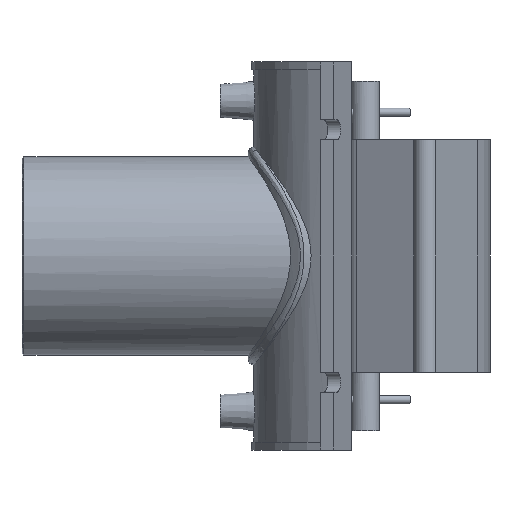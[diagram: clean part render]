
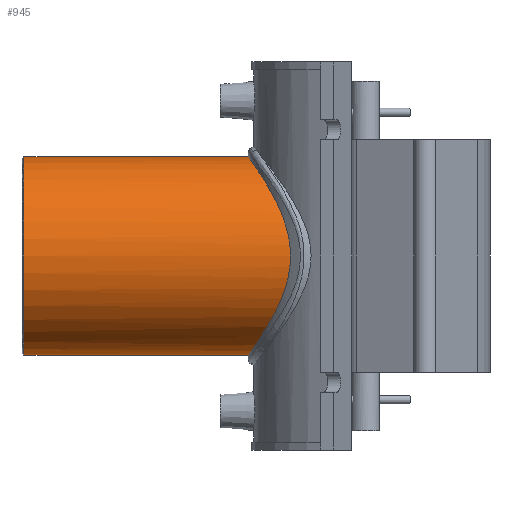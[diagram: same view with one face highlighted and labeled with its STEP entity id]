
A CAD part, left-side view. The second image highlights one B-rep face of the part: STEP entity #945.
In plain terms, the highlighted cylindrical face has radius 45 mm (diameter 90 mm), a full revolution.
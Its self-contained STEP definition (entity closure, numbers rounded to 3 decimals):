
#29=FACE_BOUND('',#229,.T.);
#61=B_SPLINE_CURVE_WITH_KNOTS('',3,(#1690,#1691,#1692,#1693,#1694,#1695,
#1696,#1697,#1698,#1699,#1700,#1701,#1702,#1703,#1704,#1705,#1706,#1707,
#1708,#1709,#1710,#1711,#1712,#1713,#1714,#1715,#1716,#1717,#1718,#1719,
#1720,#1721,#1722,#1723,#1724,#1725,#1726,#1727,#1728,#1729,#1730,#1731,
#1732,#1733,#1734,#1735,#1736,#1737,#1738,#1739,#1740,#1741,#1742,#1743,
#1744,#1745,#1746,#1747,#1748,#1749,#1750,#1751,#1752,#1753,#1754,#1755),
 .UNSPECIFIED.,.T.,.F.,(4,2,2,2,2,2,2,2,2,2,2,2,2,2,2,2,2,2,2,2,2,2,2,2,
2,2,2,2,2,2,2,2,4),(0.,0.899,1.798,2.697,
3.596,4.48,5.364,6.248,7.132,
8.016,8.9,9.784,10.668,11.567,
12.466,13.365,14.264,15.163,16.062,
16.961,17.86,18.744,19.628,20.512,
21.396,22.28,23.164,24.048,24.932,
25.831,26.73,27.629,28.528),
 .UNSPECIFIED.);
#71=CYLINDRICAL_SURFACE('',#1029,45.);
#104=CIRCLE('',#1028,45.);
#158=FACE_OUTER_BOUND('',#228,.T.);
#228=EDGE_LOOP('',(#759));
#229=EDGE_LOOP('',(#760));
#475=VERTEX_POINT('',#1686);
#476=VERTEX_POINT('',#1689);
#586=EDGE_CURVE('',#475,#475,#104,.T.);
#587=EDGE_CURVE('',#476,#476,#61,.T.);
#759=ORIENTED_EDGE('',*,*,#587,.F.);
#760=ORIENTED_EDGE('',*,*,#586,.F.);
#945=ADVANCED_FACE('',(#158,#29),#71,.T.);
#1028=AXIS2_PLACEMENT_3D('',#1687,#1221,#1222);
#1029=AXIS2_PLACEMENT_3D('',#1688,#1223,#1224);
#1221=DIRECTION('center_axis',(0.,1.,0.));
#1222=DIRECTION('ref_axis',(1.,0.,0.));
#1223=DIRECTION('center_axis',(0.,-1.,0.));
#1224=DIRECTION('ref_axis',(1.,0.,0.));
#1686=CARTESIAN_POINT('',(-45.,164.1,0.));
#1687=CARTESIAN_POINT('Origin',(0.,164.1,0.));
#1688=CARTESIAN_POINT('Origin',(0.,165.,0.));
#1689=CARTESIAN_POINT('',(-45.,43.229,0.));
#1690=CARTESIAN_POINT('Ctrl Pts',(-45.,43.229,0.));
#1691=CARTESIAN_POINT('Ctrl Pts',(-45.,43.229,-2.997));
#1692=CARTESIAN_POINT('Ctrl Pts',(-44.697,43.55,-6.02));
#1693=CARTESIAN_POINT('Ctrl Pts',(-43.496,44.75,-11.923));
#1694=CARTESIAN_POINT('Ctrl Pts',(-42.599,45.623,-14.804));
#1695=CARTESIAN_POINT('Ctrl Pts',(-40.283,47.68,-20.275));
#1696=CARTESIAN_POINT('Ctrl Pts',(-38.863,48.863,-22.871));
#1697=CARTESIAN_POINT('Ctrl Pts',(-35.609,51.282,-27.666));
#1698=CARTESIAN_POINT('Ctrl Pts',(-33.774,52.519,-29.865));
#1699=CARTESIAN_POINT('Ctrl Pts',(-29.898,54.816,-33.741));
#1700=CARTESIAN_POINT('Ctrl Pts',(-27.717,55.968,-35.569));
#1701=CARTESIAN_POINT('Ctrl Pts',(-22.922,58.097,-38.833));
#1702=CARTESIAN_POINT('Ctrl Pts',(-20.307,59.073,-40.269));
#1703=CARTESIAN_POINT('Ctrl Pts',(-14.789,60.69,-42.606));
#1704=CARTESIAN_POINT('Ctrl Pts',(-11.879,61.332,-43.509));
#1705=CARTESIAN_POINT('Ctrl Pts',(-5.958,62.187,-44.706));
#1706=CARTESIAN_POINT('Ctrl Pts',(-2.946,62.4,-45.));
#1707=CARTESIAN_POINT('Ctrl Pts',(2.946,62.4,-45.));
#1708=CARTESIAN_POINT('Ctrl Pts',(5.958,62.187,-44.706));
#1709=CARTESIAN_POINT('Ctrl Pts',(11.879,61.332,-43.509));
#1710=CARTESIAN_POINT('Ctrl Pts',(14.789,60.69,-42.606));
#1711=CARTESIAN_POINT('Ctrl Pts',(20.307,59.073,-40.269));
#1712=CARTESIAN_POINT('Ctrl Pts',(22.922,58.097,-38.833));
#1713=CARTESIAN_POINT('Ctrl Pts',(27.717,55.968,-35.569));
#1714=CARTESIAN_POINT('Ctrl Pts',(29.898,54.816,-33.741));
#1715=CARTESIAN_POINT('Ctrl Pts',(33.774,52.519,-29.865));
#1716=CARTESIAN_POINT('Ctrl Pts',(35.609,51.282,-27.666));
#1717=CARTESIAN_POINT('Ctrl Pts',(38.863,48.863,-22.871));
#1718=CARTESIAN_POINT('Ctrl Pts',(40.283,47.68,-20.275));
#1719=CARTESIAN_POINT('Ctrl Pts',(42.599,45.623,-14.804));
#1720=CARTESIAN_POINT('Ctrl Pts',(43.496,44.75,-11.923));
#1721=CARTESIAN_POINT('Ctrl Pts',(44.697,43.55,-6.02));
#1722=CARTESIAN_POINT('Ctrl Pts',(45.,43.229,-2.997));
#1723=CARTESIAN_POINT('Ctrl Pts',(45.,43.229,2.997));
#1724=CARTESIAN_POINT('Ctrl Pts',(44.697,43.55,6.02));
#1725=CARTESIAN_POINT('Ctrl Pts',(43.496,44.75,11.923));
#1726=CARTESIAN_POINT('Ctrl Pts',(42.599,45.623,14.804));
#1727=CARTESIAN_POINT('Ctrl Pts',(40.283,47.68,20.275));
#1728=CARTESIAN_POINT('Ctrl Pts',(38.863,48.863,22.871));
#1729=CARTESIAN_POINT('Ctrl Pts',(35.609,51.282,27.666));
#1730=CARTESIAN_POINT('Ctrl Pts',(33.774,52.519,29.865));
#1731=CARTESIAN_POINT('Ctrl Pts',(29.898,54.816,33.741));
#1732=CARTESIAN_POINT('Ctrl Pts',(27.717,55.968,35.569));
#1733=CARTESIAN_POINT('Ctrl Pts',(22.922,58.097,38.833));
#1734=CARTESIAN_POINT('Ctrl Pts',(20.307,59.073,40.269));
#1735=CARTESIAN_POINT('Ctrl Pts',(14.789,60.69,42.606));
#1736=CARTESIAN_POINT('Ctrl Pts',(11.879,61.332,43.509));
#1737=CARTESIAN_POINT('Ctrl Pts',(5.958,62.187,44.706));
#1738=CARTESIAN_POINT('Ctrl Pts',(2.946,62.4,45.));
#1739=CARTESIAN_POINT('Ctrl Pts',(-2.946,62.4,45.));
#1740=CARTESIAN_POINT('Ctrl Pts',(-5.958,62.187,44.706));
#1741=CARTESIAN_POINT('Ctrl Pts',(-11.879,61.332,43.509));
#1742=CARTESIAN_POINT('Ctrl Pts',(-14.789,60.69,42.606));
#1743=CARTESIAN_POINT('Ctrl Pts',(-20.307,59.073,40.269));
#1744=CARTESIAN_POINT('Ctrl Pts',(-22.922,58.097,38.833));
#1745=CARTESIAN_POINT('Ctrl Pts',(-27.717,55.968,35.569));
#1746=CARTESIAN_POINT('Ctrl Pts',(-29.898,54.816,33.741));
#1747=CARTESIAN_POINT('Ctrl Pts',(-33.774,52.519,29.865));
#1748=CARTESIAN_POINT('Ctrl Pts',(-35.609,51.282,27.666));
#1749=CARTESIAN_POINT('Ctrl Pts',(-38.863,48.863,22.871));
#1750=CARTESIAN_POINT('Ctrl Pts',(-40.283,47.68,20.275));
#1751=CARTESIAN_POINT('Ctrl Pts',(-42.599,45.623,14.804));
#1752=CARTESIAN_POINT('Ctrl Pts',(-43.496,44.75,11.923));
#1753=CARTESIAN_POINT('Ctrl Pts',(-44.697,43.55,6.02));
#1754=CARTESIAN_POINT('Ctrl Pts',(-45.,43.229,2.997));
#1755=CARTESIAN_POINT('Ctrl Pts',(-45.,43.229,0.));
